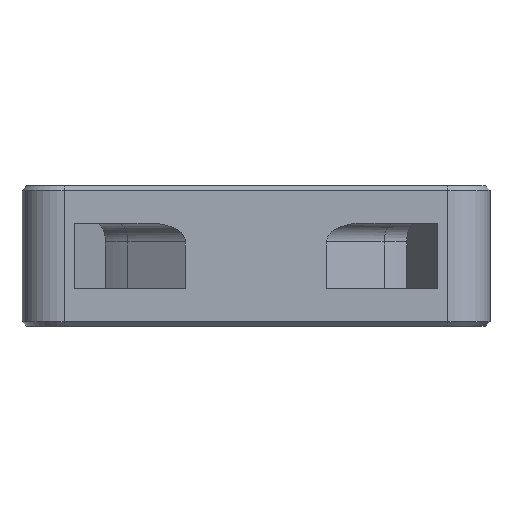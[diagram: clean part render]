
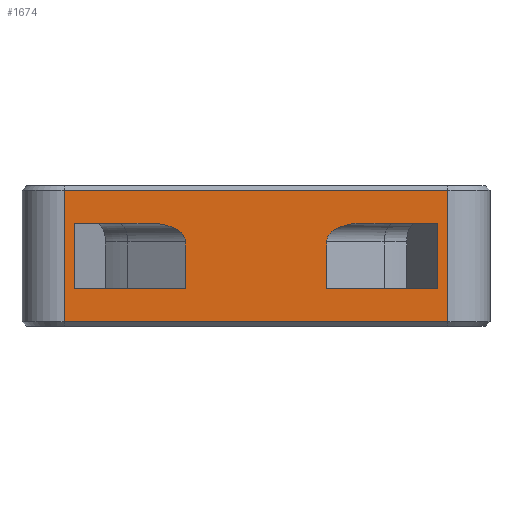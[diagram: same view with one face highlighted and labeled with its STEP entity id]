
A CAD part, front view. The second image highlights one B-rep face of the part: STEP entity #1674.
In plain terms, the highlighted planar face has unit normal (0, -1, 0).
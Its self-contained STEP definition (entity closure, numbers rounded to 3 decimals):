
#4 = CARTESIAN_POINT ( 'NONE',  ( -7.535, -25., 4. ) ) ;
#76 = DIRECTION ( 'NONE',  ( 0., 0., -1. ) ) ;
#171 = EDGE_CURVE ( 'NONE', #1073, #2420, #1048, .T. ) ;
#211 = VECTOR ( 'NONE', #2999, 1000. ) ;
#286 = VECTOR ( 'NONE', #2378, 1000. ) ;
#303 = EDGE_CURVE ( 'NONE', #898, #4603, #5700, .T. ) ;
#393 = LINE ( 'NONE', #4922, #211 ) ;
#438 = CARTESIAN_POINT ( 'NONE',  ( 0., -25., 14.5 ) ) ;
#445 = VECTOR ( 'NONE', #5288, 1000. ) ;
#461 = LINE ( 'NONE', #2026, #3947 ) ;
#517 = CARTESIAN_POINT ( 'NONE',  ( 7.535, -25., 9. ) ) ;
#530 = DIRECTION ( 'NONE',  ( 1., 0., 0. ) ) ;
#622 = VERTEX_POINT ( 'NONE', #8179 ) ;
#766 = VERTEX_POINT ( 'NONE', #5018 ) ;
#898 = VERTEX_POINT ( 'NONE', #3120 ) ;
#1045 = ORIENTED_EDGE ( 'NONE', *, *, #1925, .F. ) ;
#1048 = LINE ( 'NONE', #3704, #6079 ) ;
#1066 = VECTOR ( 'NONE', #7146, 1000. ) ;
#1073 = VERTEX_POINT ( 'NONE', #3342 ) ;
#1127 = CARTESIAN_POINT ( 'NONE',  ( 19.423, -25., 4. ) ) ;
#1248 = ORIENTED_EDGE ( 'NONE', *, *, #3584, .F. ) ;
#1477 = LINE ( 'NONE', #1902, #6496 ) ;
#1655 = DIRECTION ( 'NONE',  ( 0., 0., -1. ) ) ;
#1674 = ADVANCED_FACE ( 'NONE', ( #2466, #5742, #4210 ), #2975, .T. ) ;
#1747 = DIRECTION ( 'NONE',  ( 0., 0., -1. ) ) ;
#1799 = VERTEX_POINT ( 'NONE', #4825 ) ;
#1827 = CARTESIAN_POINT ( 'NONE',  ( 9.053, -25., 11. ) ) ;
#1894 = CARTESIAN_POINT ( 'NONE',  ( -7.535, -25., 10.172 ) ) ;
#1902 = CARTESIAN_POINT ( 'NONE',  ( 7.535, -25., 15. ) ) ;
#1925 = EDGE_CURVE ( 'NONE', #898, #622, #4105, .T. ) ;
#1927 = DIRECTION ( 'NONE',  ( 0., 0., 1. ) ) ;
#1994 = ORIENTED_EDGE ( 'NONE', *, *, #5649, .T. ) ;
#2026 = CARTESIAN_POINT ( 'NONE',  ( 0., -25., 4. ) ) ;
#2072 =( BOUNDED_CURVE ( )  B_SPLINE_CURVE ( 3, ( #517, #8299, #1827, #6410 ),
 .UNSPECIFIED., .F., .F. ) 
 B_SPLINE_CURVE_WITH_KNOTS ( ( 4, 4 ),
 ( 0., 1.571 ),
 .UNSPECIFIED. ) 
 CURVE ( )  GEOMETRIC_REPRESENTATION_ITEM ( )  RATIONAL_B_SPLINE_CURVE ( ( 1., 0.805, 0.805, 1. ) ) 
 REPRESENTATION_ITEM ( '' )  );
#2074 = VERTEX_POINT ( 'NONE', #7175 ) ;
#2163 = AXIS2_PLACEMENT_3D ( 'NONE', #6898, #6229, #1655 ) ;
#2290 = VERTEX_POINT ( 'NONE', #3020 ) ;
#2355 = VECTOR ( 'NONE', #3478, 1000. ) ;
#2378 = DIRECTION ( 'NONE',  ( -1., 0., 0. ) ) ;
#2420 = VERTEX_POINT ( 'NONE', #1127 ) ;
#2447 = LINE ( 'NONE', #8377, #4194 ) ;
#2466 = FACE_BOUND ( 'NONE', #6691, .T. ) ;
#2673 = EDGE_CURVE ( 'NONE', #8190, #2290, #2447, .T. ) ;
#2683 = EDGE_LOOP ( 'NONE', ( #2779, #4787, #3117, #5448, #4708 ) ) ;
#2719 = CARTESIAN_POINT ( 'NONE',  ( 0., -25., 4. ) ) ;
#2758 = CARTESIAN_POINT ( 'NONE',  ( -7.535, -25., 15. ) ) ;
#2779 = ORIENTED_EDGE ( 'NONE', *, *, #171, .T. ) ;
#2936 = ORIENTED_EDGE ( 'NONE', *, *, #303, .T. ) ;
#2975 = PLANE ( 'NONE',  #2163 ) ;
#2999 = DIRECTION ( 'NONE',  ( 0., 0., -1. ) ) ;
#3020 = CARTESIAN_POINT ( 'NONE',  ( 20.5, -25., 0.5 ) ) ;
#3102 = VERTEX_POINT ( 'NONE', #4992 ) ;
#3117 = ORIENTED_EDGE ( 'NONE', *, *, #6024, .T. ) ;
#3120 = CARTESIAN_POINT ( 'NONE',  ( -11.2, -25., 11. ) ) ;
#3222 = CARTESIAN_POINT ( 'NONE',  ( -7.535, -25., 9. ) ) ;
#3342 = CARTESIAN_POINT ( 'NONE',  ( 19.423, -25., 11. ) ) ;
#3370 = DIRECTION ( 'NONE',  ( -1., 0., 0. ) ) ;
#3474 = VERTEX_POINT ( 'NONE', #5458 ) ;
#3478 = DIRECTION ( 'NONE',  ( 0., 0., 1. ) ) ;
#3584 = EDGE_CURVE ( 'NONE', #622, #1799, #393, .T. ) ;
#3704 = CARTESIAN_POINT ( 'NONE',  ( 19.423, -25., 15. ) ) ;
#3765 = EDGE_LOOP ( 'NONE', ( #4369, #7429, #7553, #3891 ) ) ;
#3876 = EDGE_CURVE ( 'NONE', #3102, #8190, #4969, .T. ) ;
#3891 = ORIENTED_EDGE ( 'NONE', *, *, #2673, .T. ) ;
#3947 = VECTOR ( 'NONE', #5951, 1000. ) ;
#4105 = LINE ( 'NONE', #5320, #5632 ) ;
#4194 = VECTOR ( 'NONE', #530, 1000. ) ;
#4210 = FACE_BOUND ( 'NONE', #2683, .T. ) ;
#4231 = VERTEX_POINT ( 'NONE', #4 ) ;
#4369 = ORIENTED_EDGE ( 'NONE', *, *, #6720, .T. ) ;
#4603 = VERTEX_POINT ( 'NONE', #8247 ) ;
#4620 = EDGE_CURVE ( 'NONE', #3474, #3102, #7033, .T. ) ;
#4621 = VECTOR ( 'NONE', #3370, 1000. ) ;
#4708 = ORIENTED_EDGE ( 'NONE', *, *, #5481, .F. ) ;
#4787 = ORIENTED_EDGE ( 'NONE', *, *, #7289, .T. ) ;
#4825 = CARTESIAN_POINT ( 'NONE',  ( -19.423, -25., 4. ) ) ;
#4922 = CARTESIAN_POINT ( 'NONE',  ( -19.423, -25., 15. ) ) ;
#4969 = LINE ( 'NONE', #6575, #6526 ) ;
#4992 = CARTESIAN_POINT ( 'NONE',  ( -20.5, -25., 14.5 ) ) ;
#5018 = CARTESIAN_POINT ( 'NONE',  ( 11.2, -25., 11. ) ) ;
#5288 = DIRECTION ( 'NONE',  ( 0., 0., 1. ) ) ;
#5320 = CARTESIAN_POINT ( 'NONE',  ( 0., -25., 11. ) ) ;
#5448 = ORIENTED_EDGE ( 'NONE', *, *, #6537, .T. ) ;
#5455 = LINE ( 'NONE', #6556, #445 ) ;
#5458 = CARTESIAN_POINT ( 'NONE',  ( 20.5, -25., 14.5 ) ) ;
#5481 = EDGE_CURVE ( 'NONE', #1073, #766, #8044, .T. ) ;
#5632 = VECTOR ( 'NONE', #6649, 1000. ) ;
#5649 = EDGE_CURVE ( 'NONE', #4231, #1799, #461, .T. ) ;
#5700 =( BOUNDED_CURVE ( )  B_SPLINE_CURVE ( 3, ( #7151, #6475, #1894, #3222 ),
 .UNSPECIFIED., .F., .F. ) 
 B_SPLINE_CURVE_WITH_KNOTS ( ( 4, 4 ),
 ( 1.571, 3.142 ),
 .UNSPECIFIED. ) 
 CURVE ( )  GEOMETRIC_REPRESENTATION_ITEM ( )  RATIONAL_B_SPLINE_CURVE ( ( 1., 0.805, 0.805, 1. ) ) 
 REPRESENTATION_ITEM ( '' )  );
#5742 = FACE_OUTER_BOUND ( 'NONE', #3765, .T. ) ;
#5813 = CARTESIAN_POINT ( 'NONE',  ( 7.535, -25., 4. ) ) ;
#5951 = DIRECTION ( 'NONE',  ( -1., 0., 0. ) ) ;
#6024 = EDGE_CURVE ( 'NONE', #7952, #2074, #1477, .T. ) ;
#6049 = LINE ( 'NONE', #2758, #2355 ) ;
#6079 = VECTOR ( 'NONE', #1747, 1000. ) ;
#6229 = DIRECTION ( 'NONE',  ( 0., -1., 0. ) ) ;
#6361 = LINE ( 'NONE', #2719, #4621 ) ;
#6410 = CARTESIAN_POINT ( 'NONE',  ( 11.2, -25., 11. ) ) ;
#6463 = CARTESIAN_POINT ( 'NONE',  ( 0., -25., 11. ) ) ;
#6475 = CARTESIAN_POINT ( 'NONE',  ( -9.053, -25., 11. ) ) ;
#6496 = VECTOR ( 'NONE', #1927, 1000. ) ;
#6526 = VECTOR ( 'NONE', #76, 1000. ) ;
#6537 = EDGE_CURVE ( 'NONE', #2074, #766, #2072, .T. ) ;
#6556 = CARTESIAN_POINT ( 'NONE',  ( 20.5, -25., 15. ) ) ;
#6575 = CARTESIAN_POINT ( 'NONE',  ( -20.5, -25., 15. ) ) ;
#6649 = DIRECTION ( 'NONE',  ( -1., 0., 0. ) ) ;
#6691 = EDGE_LOOP ( 'NONE', ( #6878, #1994, #1248, #1045, #2936 ) ) ;
#6720 = EDGE_CURVE ( 'NONE', #2290, #3474, #5455, .T. ) ;
#6878 = ORIENTED_EDGE ( 'NONE', *, *, #7740, .F. ) ;
#6898 = CARTESIAN_POINT ( 'NONE',  ( 0., -25., 15. ) ) ;
#7033 = LINE ( 'NONE', #438, #286 ) ;
#7146 = DIRECTION ( 'NONE',  ( -1., 0., 0. ) ) ;
#7151 = CARTESIAN_POINT ( 'NONE',  ( -11.2, -25., 11. ) ) ;
#7175 = CARTESIAN_POINT ( 'NONE',  ( 7.535, -25., 9. ) ) ;
#7289 = EDGE_CURVE ( 'NONE', #2420, #7952, #6361, .T. ) ;
#7388 = CARTESIAN_POINT ( 'NONE',  ( -20.5, -25., 0.5 ) ) ;
#7429 = ORIENTED_EDGE ( 'NONE', *, *, #4620, .T. ) ;
#7553 = ORIENTED_EDGE ( 'NONE', *, *, #3876, .T. ) ;
#7740 = EDGE_CURVE ( 'NONE', #4231, #4603, #6049, .T. ) ;
#7952 = VERTEX_POINT ( 'NONE', #5813 ) ;
#8044 = LINE ( 'NONE', #6463, #1066 ) ;
#8179 = CARTESIAN_POINT ( 'NONE',  ( -19.423, -25., 11. ) ) ;
#8190 = VERTEX_POINT ( 'NONE', #7388 ) ;
#8247 = CARTESIAN_POINT ( 'NONE',  ( -7.535, -25., 9. ) ) ;
#8299 = CARTESIAN_POINT ( 'NONE',  ( 7.535, -25., 10.172 ) ) ;
#8377 = CARTESIAN_POINT ( 'NONE',  ( 20.5, -25., 0.5 ) ) ;
